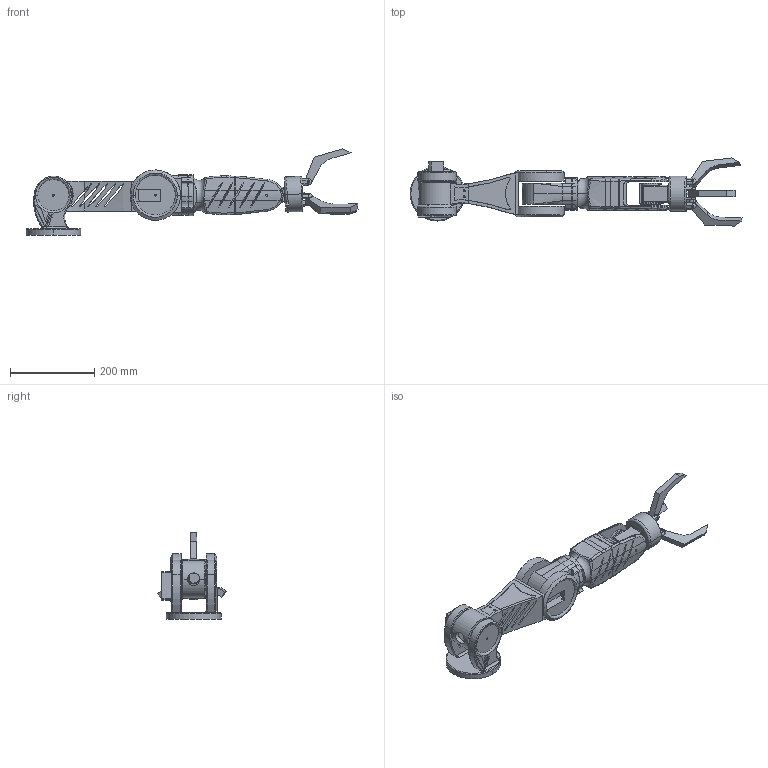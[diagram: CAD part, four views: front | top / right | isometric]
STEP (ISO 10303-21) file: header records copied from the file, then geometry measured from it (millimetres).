
FILE_DESCRIPTION(('CATIA V5 STEP Exchange'),'2;1');
FILE_NAME('Assembly.stp','2020-04-15T07:11:09+00:00',('none'),('none'),'CATIA Version 5 Release 20 GA (IN-10)','CATIA V5 STEP AP203','none');
FILE_SCHEMA(('CONFIG_CONTROL_DESIGN'));
Length unit declared in the file: millimetre
Products named in the file (5): Product1; Product2; servo_2.1; servo_1; 123
Assembly tree (26 placements, depth 4):
  Product1
    #58
    #5065
    #8187
    #13857
    #15941
    #19638
    #31836
    Product2
      #41176
      #48292  x3
      servo_2.1  x2
        #48779
        #49461
        #51654
    servo_1
      #51860
      #52531
      #54325
      #54482
      123
        #48779
        #49461
        #51654
Bounding box: 789.52 x 162.17 x 205.13 mm (x, y, z)
Volume: 2692889.8 mm3; surface area: 647030.2 mm2
Topology: 32 solids, 36 shells, 1526 faces, 4113 edges, 2683 vertices
Faces by surface type: cylinder 536, plane 530, extrusion 214, bspline 96, torus 80, sphere 46, cone 18, revolution 6
Entity records: 54521 total; most frequent: CARTESIAN_POINT 24468, ORIENTED_EDGE 7042, DIRECTION 4244, EDGE_CURVE 3521, VERTEX_POINT 2263, VECTOR 1794, AXIS2_PLACEMENT_3D 1608, LINE 1580
